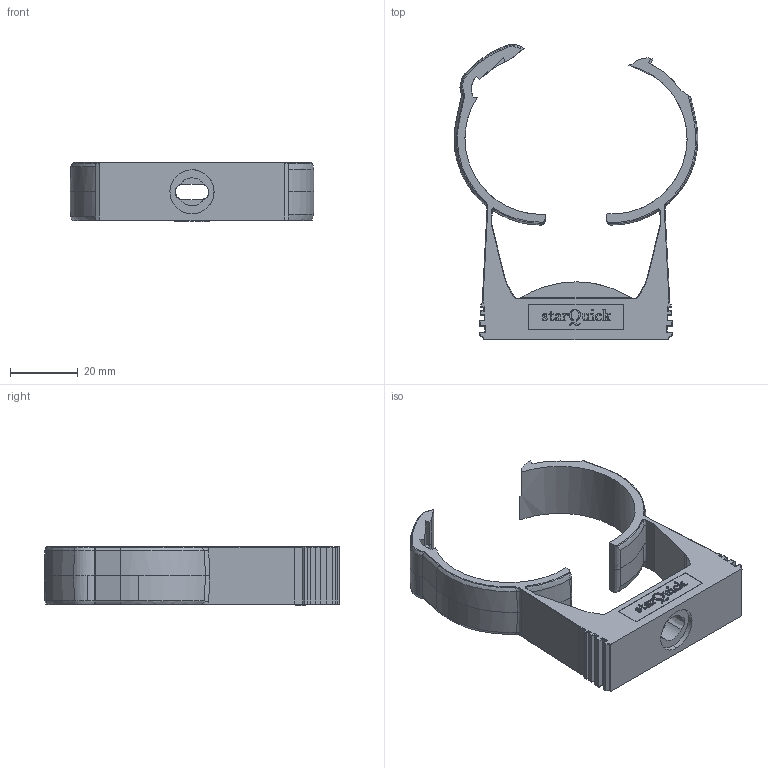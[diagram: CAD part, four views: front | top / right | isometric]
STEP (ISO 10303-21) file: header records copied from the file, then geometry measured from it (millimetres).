
FILE_DESCRIPTION(/* description */ (''),/* implementation_level */ '2;1');
FILE_NAME(/* name */ '2146363',/* time_stamp */ '2016-03-01T10:01:23+01:00',/* author */ (''),/* organization */ (''),/* preprocessor_version */ 'ST-DEVELOPER v15',/* originating_system */ '',/* authorisation */ '');
FILE_SCHEMA (('CONFIG_CONTROL_DESIGN'));
Length unit declared in the file: millimetre
Products named in the file (1): Document
Bounding box: 71.8 x 86.9 x 17.5 mm (x, y, z)
Surface area: 12338.4 mm2 (no closed solid volume)
Topology: 0 solids, 1 shells, 568 faces, 1541 edges, 970 vertices
Faces by surface type: bspline 390, plane 178
Entity records: 28183 total; most frequent: CARTESIAN_POINT 18844, ORIENTED_EDGE 3027, EDGE_CURVE 1536, B_SPLINE_CURVE_WITH_KNOTS 1220, VERTEX_POINT 970, EDGE_LOOP 593, ADVANCED_FACE 568, FACE_OUTER_BOUND 568
